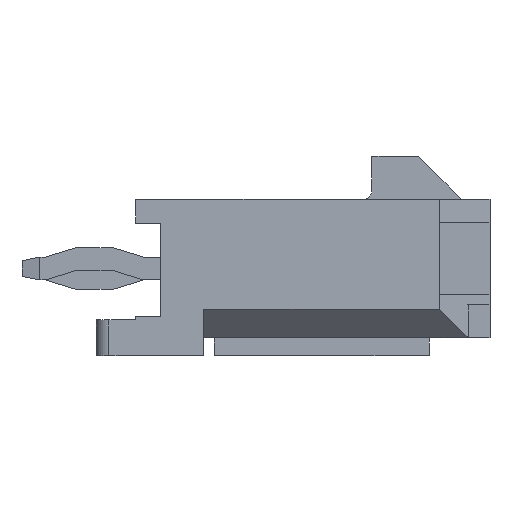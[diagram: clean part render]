
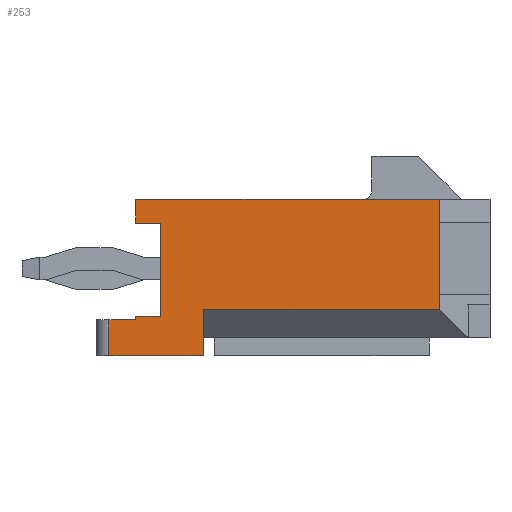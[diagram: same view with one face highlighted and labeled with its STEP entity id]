
A CAD part, left-side view. The second image highlights one B-rep face of the part: STEP entity #253.
In plain terms, the highlighted planar face has unit normal (-1, 0, 0).
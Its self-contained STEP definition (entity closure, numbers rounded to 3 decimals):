
#253 = ADVANCED_FACE( '', ( #617 ), #618, .T. );
#617 = FACE_OUTER_BOUND( '', #1106, .T. );
#618 = PLANE( '', #1107 );
#1106 = EDGE_LOOP( '', ( #1664, #1665, #1666, #1667, #1668, #1669, #1670, #1671, #1672, #1673, #1674, #1675, #1676, #1677 ) );
#1107 = AXIS2_PLACEMENT_3D( '', #1678, #1679, #1680 );
#1664 = ORIENTED_EDGE( '', *, *, #3114, .F. );
#1665 = ORIENTED_EDGE( '', *, *, #3144, .T. );
#1666 = ORIENTED_EDGE( '', *, *, #3145, .F. );
#1667 = ORIENTED_EDGE( '', *, *, #3146, .F. );
#1668 = ORIENTED_EDGE( '', *, *, #3147, .F. );
#1669 = ORIENTED_EDGE( '', *, *, #3148, .T. );
#1670 = ORIENTED_EDGE( '', *, *, #3149, .T. );
#1671 = ORIENTED_EDGE( '', *, *, #3150, .T. );
#1672 = ORIENTED_EDGE( '', *, *, #3151, .T. );
#1673 = ORIENTED_EDGE( '', *, *, #3152, .T. );
#1674 = ORIENTED_EDGE( '', *, *, #3153, .T. );
#1675 = ORIENTED_EDGE( '', *, *, #3154, .T. );
#1676 = ORIENTED_EDGE( '', *, *, #3155, .T. );
#1677 = ORIENTED_EDGE( '', *, *, #3088, .T. );
#1678 = CARTESIAN_POINT( '', ( -4.825, 0., 0. ) );
#1679 = DIRECTION( '', ( -1., 0., 0. ) );
#1680 = DIRECTION( '', ( 0., 0., 1. ) );
#3088 = EDGE_CURVE( '', #3712, #3710, #3713, .T. );
#3114 = EDGE_CURVE( '', #3760, #3710, #3762, .T. );
#3144 = EDGE_CURVE( '', #3760, #3812, #3813, .T. );
#3145 = EDGE_CURVE( '', #3814, #3812, #3815, .T. );
#3146 = EDGE_CURVE( '', #3816, #3814, #3817, .T. );
#3147 = EDGE_CURVE( '', #3818, #3816, #3819, .T. );
#3148 = EDGE_CURVE( '', #3818, #3820, #3821, .T. );
#3149 = EDGE_CURVE( '', #3820, #3822, #3823, .T. );
#3150 = EDGE_CURVE( '', #3822, #3824, #3825, .T. );
#3151 = EDGE_CURVE( '', #3824, #3826, #3827, .T. );
#3152 = EDGE_CURVE( '', #3826, #3828, #3829, .T. );
#3153 = EDGE_CURVE( '', #3828, #3830, #3831, .T. );
#3154 = EDGE_CURVE( '', #3830, #3832, #3833, .T. );
#3155 = EDGE_CURVE( '', #3832, #3712, #3834, .T. );
#3710 = VERTEX_POINT( '', #4620 );
#3712 = VERTEX_POINT( '', #4623 );
#3713 = LINE( '', #4624, #4625 );
#3760 = VERTEX_POINT( '', #4693 );
#3762 = LINE( '', #4696, #4697 );
#3812 = VERTEX_POINT( '', #4768 );
#3813 = LINE( '', #4769, #4770 );
#3814 = VERTEX_POINT( '', #4771 );
#3815 = LINE( '', #4772, #4773 );
#3816 = VERTEX_POINT( '', #4774 );
#3817 = LINE( '', #4775, #4776 );
#3818 = VERTEX_POINT( '', #4777 );
#3819 = LINE( '', #4778, #4779 );
#3820 = VERTEX_POINT( '', #4780 );
#3821 = LINE( '', #4781, #4782 );
#3822 = VERTEX_POINT( '', #4783 );
#3823 = LINE( '', #4784, #4785 );
#3824 = VERTEX_POINT( '', #4786 );
#3825 = LINE( '', #4787, #4788 );
#3826 = VERTEX_POINT( '', #4789 );
#3827 = LINE( '', #4790, #4791 );
#3828 = VERTEX_POINT( '', #4792 );
#3829 = LINE( '', #4793, #4794 );
#3830 = VERTEX_POINT( '', #4795 );
#3831 = LINE( '', #4796, #4797 );
#3832 = VERTEX_POINT( '', #4798 );
#3833 = LINE( '', #4799, #4800 );
#3834 = LINE( '', #4801, #4802 );
#4620 = CARTESIAN_POINT( '', ( -4.825, 3.05, -2.185 ) );
#4623 = CARTESIAN_POINT( '', ( -4.825, 5.7, -2.185 ) );
#4624 = CARTESIAN_POINT( '', ( -4.825, 4.95, -2.185 ) );
#4625 = VECTOR( '', #5902, 1000. );
#4693 = CARTESIAN_POINT( '', ( -4.825, 3.05, -0.885 ) );
#4696 = CARTESIAN_POINT( '', ( -4.825, 3.05, -1.685 ) );
#4697 = VECTOR( '', #5928, 1000. );
#4768 = CARTESIAN_POINT( '', ( -4.825, -3.536, -0.885 ) );
#4769 = CARTESIAN_POINT( '', ( -4.825, 0., -0.885 ) );
#4770 = VECTOR( '', #5956, 1000. );
#4771 = CARTESIAN_POINT( '', ( -4.825, -3.536, -0.465 ) );
#4772 = CARTESIAN_POINT( '', ( -4.825, -3.536, 0. ) );
#4773 = VECTOR( '', #5957, 1000. );
#4774 = CARTESIAN_POINT( '', ( -4.825, -3.536, 1.535 ) );
#4775 = CARTESIAN_POINT( '', ( -4.825, -3.536, 1.535 ) );
#4776 = VECTOR( '', #5958, 1000. );
#4777 = CARTESIAN_POINT( '', ( -4.825, -3.536, 2.185 ) );
#4778 = CARTESIAN_POINT( '', ( -4.825, -3.536, 0. ) );
#4779 = VECTOR( '', #5959, 1000. );
#4780 = CARTESIAN_POINT( '', ( -4.825, 4.95, 2.185 ) );
#4781 = CARTESIAN_POINT( '', ( -4.825, -4.95, 2.185 ) );
#4782 = VECTOR( '', #5960, 1000. );
#4783 = CARTESIAN_POINT( '', ( -4.825, 4.95, 1.515 ) );
#4784 = CARTESIAN_POINT( '', ( -4.825, 4.95, 2.185 ) );
#4785 = VECTOR( '', #5961, 1000. );
#4786 = CARTESIAN_POINT( '', ( -4.825, 4.25, 1.515 ) );
#4787 = CARTESIAN_POINT( '', ( -4.825, 0., 1.515 ) );
#4788 = VECTOR( '', #5962, 1000. );
#4789 = CARTESIAN_POINT( '', ( -4.825, 4.25, -1.085 ) );
#4790 = CARTESIAN_POINT( '', ( -4.825, 4.25, 0. ) );
#4791 = VECTOR( '', #5963, 1000. );
#4792 = CARTESIAN_POINT( '', ( -4.825, 4.95, -1.085 ) );
#4793 = CARTESIAN_POINT( '', ( -4.825, 0., -1.085 ) );
#4794 = VECTOR( '', #5964, 1000. );
#4795 = CARTESIAN_POINT( '', ( -4.825, 4.95, -1.185 ) );
#4796 = CARTESIAN_POINT( '', ( -4.825, 4.95, 2.185 ) );
#4797 = VECTOR( '', #5965, 1000. );
#4798 = CARTESIAN_POINT( '', ( -4.825, 5.7, -1.185 ) );
#4799 = CARTESIAN_POINT( '', ( -4.825, 4.95, -1.185 ) );
#4800 = VECTOR( '', #5966, 1000. );
#4801 = CARTESIAN_POINT( '', ( -4.825, 5.7, -1.185 ) );
#4802 = VECTOR( '', #5967, 1000. );
#5902 = DIRECTION( '', ( 0., -1., 0. ) );
#5928 = DIRECTION( '', ( 0., 0., -1. ) );
#5956 = DIRECTION( '', ( 0., -1., 0. ) );
#5957 = DIRECTION( '', ( 0., 0., -1. ) );
#5958 = DIRECTION( '', ( 0., 0., -1. ) );
#5959 = DIRECTION( '', ( 0., 0., -1. ) );
#5960 = DIRECTION( '', ( 0., 1., 0. ) );
#5961 = DIRECTION( '', ( 0., 0., -1. ) );
#5962 = DIRECTION( '', ( 0., -1., 0. ) );
#5963 = DIRECTION( '', ( 0., 0., -1. ) );
#5964 = DIRECTION( '', ( 0., 1., 0. ) );
#5965 = DIRECTION( '', ( 0., 0., -1. ) );
#5966 = DIRECTION( '', ( 0., 1., 0. ) );
#5967 = DIRECTION( '', ( 0., 0., -1. ) );
